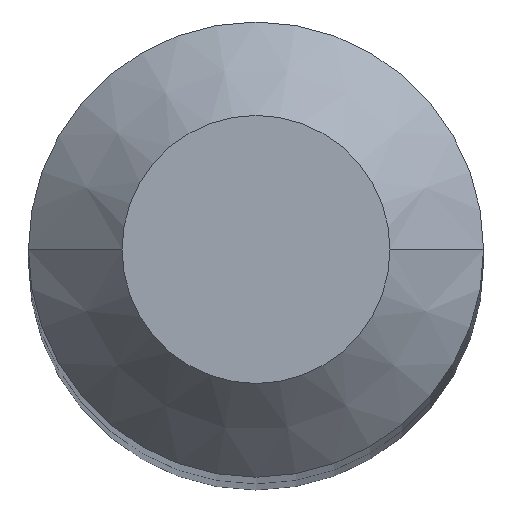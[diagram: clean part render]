
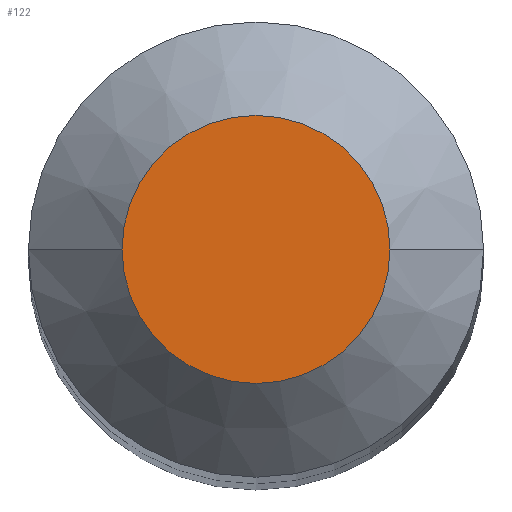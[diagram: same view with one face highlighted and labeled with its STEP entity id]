
A CAD part, top view. The second image highlights one B-rep face of the part: STEP entity #122.
In plain terms, the highlighted planar face has unit normal (0, 0, 1).
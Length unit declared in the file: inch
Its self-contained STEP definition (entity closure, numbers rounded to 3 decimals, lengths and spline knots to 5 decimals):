
#11 = CARTESIAN_POINT ( 'NONE',  ( 0.04475, 0., 0. ) ) ;
#12 = DIRECTION ( 'NONE',  ( 0., 0., 1. ) ) ;
#21 = CIRCLE ( 'NONE', #266, 0.04475 ) ;
#28 = EDGE_LOOP ( 'NONE', ( #358, #306 ) ) ;
#58 = VERTEX_POINT ( 'NONE', #186 ) ;
#96 = CIRCLE ( 'NONE', #191, 0.04475 ) ;
#98 = DIRECTION ( 'NONE',  ( 1., 0., 0. ) ) ;
#122 = ADVANCED_FACE ( 'NONE', ( #338 ), #190, .F. ) ;
#128 = EDGE_CURVE ( 'NONE', #58, #210, #21, .T. ) ;
#135 = DIRECTION ( 'NONE',  ( 1., 0., 0. ) ) ;
#161 = CARTESIAN_POINT ( 'NONE',  ( 0., 0., 0. ) ) ;
#186 = CARTESIAN_POINT ( 'NONE',  ( -0.04475, 0., 0. ) ) ;
#190 = PLANE ( 'NONE',  #356 ) ;
#191 = AXIS2_PLACEMENT_3D ( 'NONE', #229, #12, #135 ) ;
#210 = VERTEX_POINT ( 'NONE', #11 ) ;
#213 = EDGE_CURVE ( 'NONE', #210, #58, #96, .T. ) ;
#224 = DIRECTION ( 'NONE',  ( 0., 0., 1. ) ) ;
#229 = CARTESIAN_POINT ( 'NONE',  ( 0., 0., 0. ) ) ;
#264 = DIRECTION ( 'NONE',  ( 0., 0., -1. ) ) ;
#266 = AXIS2_PLACEMENT_3D ( 'NONE', #161, #224, #98 ) ;
#306 = ORIENTED_EDGE ( 'NONE', *, *, #213, .T. ) ;
#312 = CARTESIAN_POINT ( 'NONE',  ( 0., 0., 0. ) ) ;
#338 = FACE_OUTER_BOUND ( 'NONE', #28, .T. ) ;
#356 = AXIS2_PLACEMENT_3D ( 'NONE', #312, #264, #371 ) ;
#358 = ORIENTED_EDGE ( 'NONE', *, *, #128, .T. ) ;
#371 = DIRECTION ( 'NONE',  ( -1., 0., 0. ) ) ;
